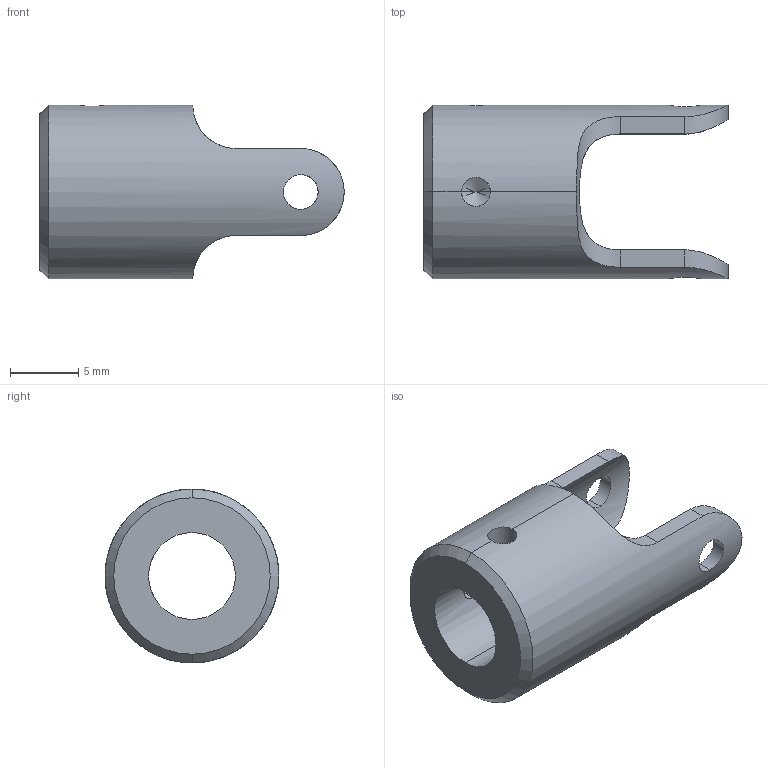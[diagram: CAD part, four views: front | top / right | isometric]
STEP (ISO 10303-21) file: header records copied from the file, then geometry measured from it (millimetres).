
FILE_DESCRIPTION (( 'STEP AP214' ), '1' );
FILE_NAME ('UJ-3_YOKE.STEP', '2017-02-12T14:38:04', ( '' ), ( '' ), 'SwSTEP 2.0', 'SolidWorks 2014', '' );
FILE_SCHEMA (( 'AUTOMOTIVE_DESIGN' ));
Length unit declared in the file: inch
Products named in the file (1): UJ-3_YOKE
Bounding box: 22.23 x 12.7 x 12.7 mm (x, y, z)
Volume: 1191.6 mm3; surface area: 1208.7 mm2
Topology: 1 solids, 1 shells, 28 faces, 75 edges, 47 vertices
Faces by surface type: cylinder 18, plane 6, cone 4
Entity records: 1411 total; most frequent: CARTESIAN_POINT 707, ORIENTED_EDGE 146, DIRECTION 117, EDGE_CURVE 73, VERTEX_POINT 47, AXIS2_PLACEMENT_3D 41, EDGE_LOOP 36, LINE 35
